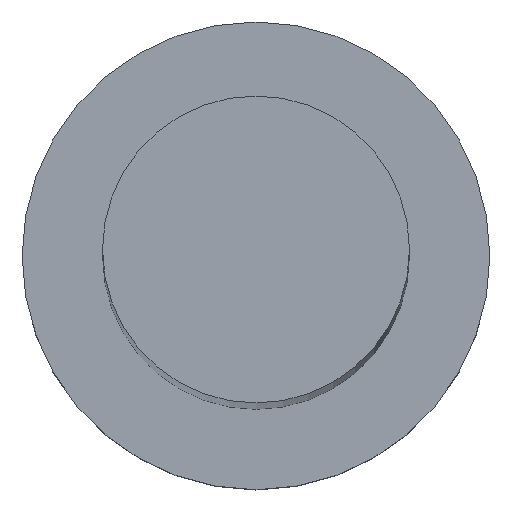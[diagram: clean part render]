
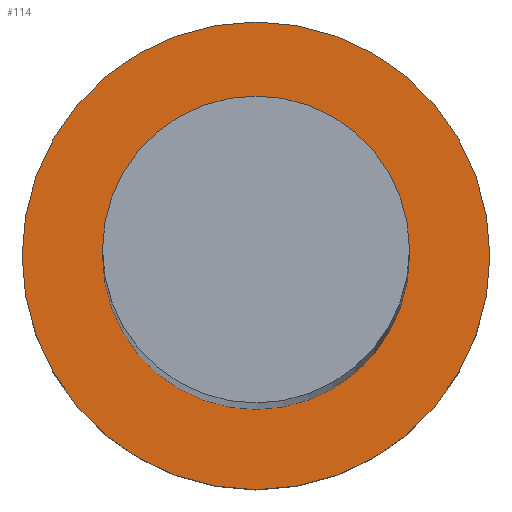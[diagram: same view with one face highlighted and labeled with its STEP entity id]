
A CAD part, top view. The second image highlights one B-rep face of the part: STEP entity #114.
In plain terms, the highlighted planar face has unit normal (0, 0, 1).
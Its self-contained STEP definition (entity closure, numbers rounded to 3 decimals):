
#4 = DIRECTION ( 'NONE',  ( 0., 0., 1. ) ) ;
#9 = FACE_BOUND ( 'NONE', #45, .T. ) ;
#12 = AXIS2_PLACEMENT_3D ( 'NONE', #226, #59, #112 ) ;
#23 = VERTEX_POINT ( 'NONE', #71 ) ;
#24 = FACE_OUTER_BOUND ( 'NONE', #93, .T. ) ;
#28 = ORIENTED_EDGE ( 'NONE', *, *, #163, .T. ) ;
#39 = EDGE_CURVE ( 'NONE', #218, #140, #142, .T. ) ;
#45 = EDGE_LOOP ( 'NONE', ( #123, #198 ) ) ;
#50 = CIRCLE ( 'NONE', #210, 8. ) ;
#59 = DIRECTION ( 'NONE',  ( 0., 0., 1. ) ) ;
#67 = DIRECTION ( 'NONE',  ( 1., 0., 0. ) ) ;
#69 = CARTESIAN_POINT ( 'NONE',  ( 0., 0., 5. ) ) ;
#71 = CARTESIAN_POINT ( 'NONE',  ( -8., 0., 5. ) ) ;
#72 = VERTEX_POINT ( 'NONE', #238 ) ;
#74 = DIRECTION ( 'NONE',  ( 0., 0., 1. ) ) ;
#80 = DIRECTION ( 'NONE',  ( 0., 0., 1. ) ) ;
#93 = EDGE_LOOP ( 'NONE', ( #28, #103 ) ) ;
#102 = PLANE ( 'NONE',  #105 ) ;
#103 = ORIENTED_EDGE ( 'NONE', *, *, #233, .T. ) ;
#105 = AXIS2_PLACEMENT_3D ( 'NONE', #69, #203, #161 ) ;
#112 = DIRECTION ( 'NONE',  ( 1., 0., 0. ) ) ;
#113 = CARTESIAN_POINT ( 'NONE',  ( 0., 0., 5. ) ) ;
#114 = ADVANCED_FACE ( 'NONE', ( #9, #24 ), #102, .T. ) ;
#123 = ORIENTED_EDGE ( 'NONE', *, *, #139, .F. ) ;
#135 = DIRECTION ( 'NONE',  ( 1., 0., 0. ) ) ;
#136 = CIRCLE ( 'NONE', #12, 5.25 ) ;
#139 = EDGE_CURVE ( 'NONE', #140, #218, #136, .T. ) ;
#140 = VERTEX_POINT ( 'NONE', #173 ) ;
#142 = CIRCLE ( 'NONE', #179, 5.25 ) ;
#153 = CARTESIAN_POINT ( 'NONE',  ( 5.25, 0., 5. ) ) ;
#161 = DIRECTION ( 'NONE',  ( 1., 0., 0. ) ) ;
#163 = EDGE_CURVE ( 'NONE', #23, #72, #50, .T. ) ;
#171 = CARTESIAN_POINT ( 'NONE',  ( 0., 0., 5. ) ) ;
#173 = CARTESIAN_POINT ( 'NONE',  ( -5.25, 0., 5. ) ) ;
#179 = AXIS2_PLACEMENT_3D ( 'NONE', #181, #4, #67 ) ;
#181 = CARTESIAN_POINT ( 'NONE',  ( 0., 0., 5. ) ) ;
#198 = ORIENTED_EDGE ( 'NONE', *, *, #39, .F. ) ;
#203 = DIRECTION ( 'NONE',  ( 0., 0., 1. ) ) ;
#206 = AXIS2_PLACEMENT_3D ( 'NONE', #113, #80, #207 ) ;
#207 = DIRECTION ( 'NONE',  ( 1., 0., 0. ) ) ;
#210 = AXIS2_PLACEMENT_3D ( 'NONE', #171, #74, #135 ) ;
#218 = VERTEX_POINT ( 'NONE', #153 ) ;
#226 = CARTESIAN_POINT ( 'NONE',  ( 0., 0., 5. ) ) ;
#233 = EDGE_CURVE ( 'NONE', #72, #23, #252, .T. ) ;
#238 = CARTESIAN_POINT ( 'NONE',  ( 8., 0., 5. ) ) ;
#252 = CIRCLE ( 'NONE', #206, 8. ) ;
